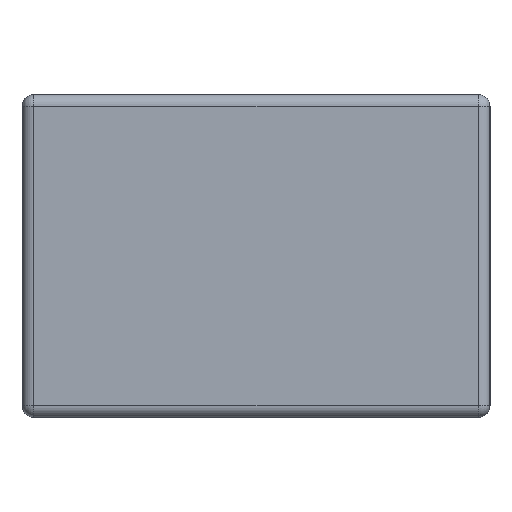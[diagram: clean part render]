
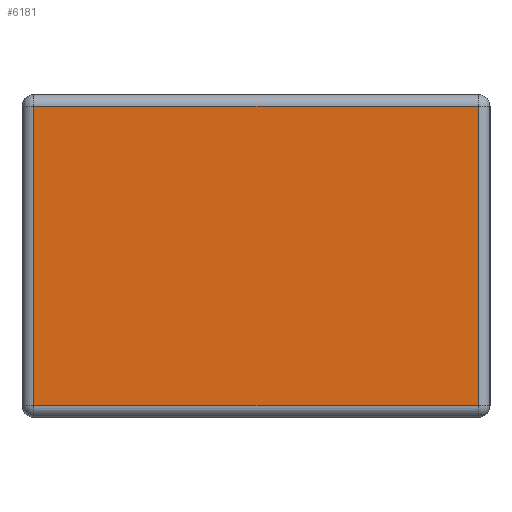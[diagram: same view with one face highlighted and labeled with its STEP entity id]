
A CAD part, left-side view. The second image highlights one B-rep face of the part: STEP entity #6181.
In plain terms, the highlighted planar face has unit normal (-1, 0, 0).
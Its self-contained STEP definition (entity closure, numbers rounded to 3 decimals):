
#564=FACE_OUTER_BOUND('',#928,.T.);
#928=EDGE_LOOP('',(#4680,#4681,#4682,#4683));
#1452=LINE('',#10300,#2056);
#1453=LINE('',#10302,#2057);
#1454=LINE('',#10304,#2058);
#1455=LINE('',#10305,#2059);
#2056=VECTOR('',#7496,1.);
#2057=VECTOR('',#7497,1.);
#2058=VECTOR('',#7498,1.);
#2059=VECTOR('',#7499,1.);
#2806=VERTEX_POINT('',#10298);
#2807=VERTEX_POINT('',#10299);
#2808=VERTEX_POINT('',#10301);
#2809=VERTEX_POINT('',#10303);
#3511=EDGE_CURVE('',#2806,#2807,#1452,.T.);
#3512=EDGE_CURVE('',#2807,#2808,#1453,.T.);
#3513=EDGE_CURVE('',#2808,#2809,#1454,.T.);
#3514=EDGE_CURVE('',#2809,#2806,#1455,.T.);
#4680=ORIENTED_EDGE('',*,*,#3511,.T.);
#4681=ORIENTED_EDGE('',*,*,#3512,.T.);
#4682=ORIENTED_EDGE('',*,*,#3513,.T.);
#4683=ORIENTED_EDGE('',*,*,#3514,.T.);
#5887=PLANE('',#6632);
#6181=ADVANCED_FACE('',(#564),#5887,.T.);
#6632=AXIS2_PLACEMENT_3D('',#10297,#7494,#7495);
#7494=DIRECTION('center_axis',(-1.,0.,0.));
#7495=DIRECTION('ref_axis',(0.,0.,-1.));
#7496=DIRECTION('',(0.,1.,0.));
#7497=DIRECTION('',(0.,0.,-1.));
#7498=DIRECTION('',(0.,-1.,0.));
#7499=DIRECTION('',(0.,0.,1.));
#10297=CARTESIAN_POINT('Origin',(-1.6,0.,0.55));
#10298=CARTESIAN_POINT('',(-1.6,-0.758,1.06));
#10299=CARTESIAN_POINT('',(-1.6,0.758,1.06));
#10300=CARTESIAN_POINT('',(-1.6,0.798,1.06));
#10301=CARTESIAN_POINT('',(-1.6,0.758,0.04));
#10302=CARTESIAN_POINT('',(-1.6,0.758,0.));
#10303=CARTESIAN_POINT('',(-1.6,-0.758,0.04));
#10304=CARTESIAN_POINT('',(-1.6,-0.798,0.04));
#10305=CARTESIAN_POINT('',(-1.6,-0.758,1.1));
